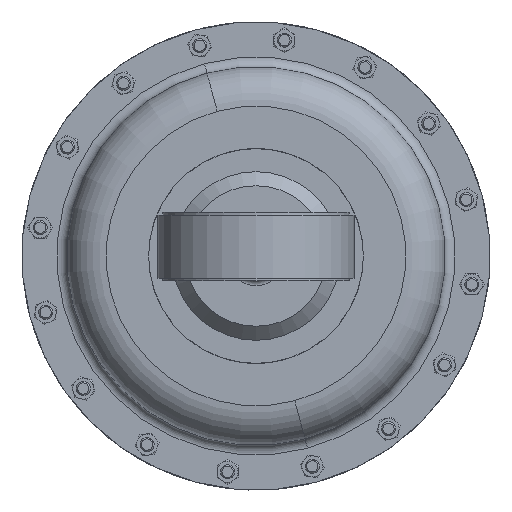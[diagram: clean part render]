
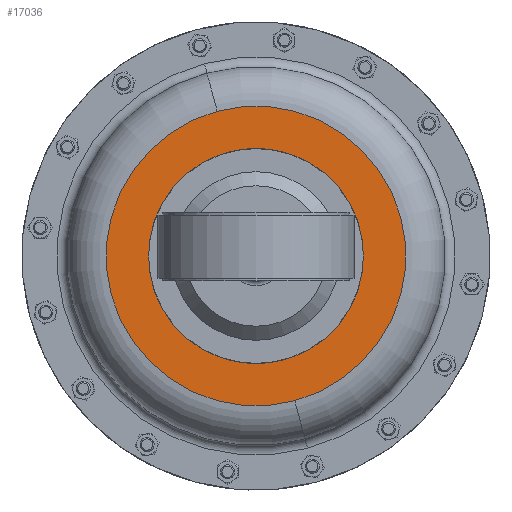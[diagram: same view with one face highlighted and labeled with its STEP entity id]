
A CAD part, front view. The second image highlights one B-rep face of the part: STEP entity #17036.
In plain terms, the highlighted planar face has unit normal (0, -1, 0).
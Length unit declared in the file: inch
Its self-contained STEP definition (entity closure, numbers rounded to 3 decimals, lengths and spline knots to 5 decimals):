
#2490 = VERTEX_POINT ( 'NONE', #17776 ) ;
#3408 = CARTESIAN_POINT ( 'NONE',  ( 0., 13.1845, 0.655 ) ) ;
#3546 = CARTESIAN_POINT ( 'NONE',  ( -1.67938, 13.1845, 2.33438 ) ) ;
#3554 = EDGE_CURVE ( 'NONE', #14741, #5948, #7443, .T. ) ;
#4236 = CARTESIAN_POINT ( 'NONE',  ( 0., 13.1845, 0.655 ) ) ;
#5658 = DIRECTION ( 'NONE',  ( 0.707, 0., -0.707 ) ) ;
#5948 = VERTEX_POINT ( 'NONE', #3546 ) ;
#6232 = CARTESIAN_POINT ( 'NONE',  ( 0., 13.1845, 0.655 ) ) ;
#6407 = CIRCLE ( 'NONE', #9861, 4. ) ;
#6447 = DIRECTION ( 'NONE',  ( -0.259, 0., 0.966 ) ) ;
#7079 = CARTESIAN_POINT ( 'NONE',  ( -1.03528, 13.1845, 4.5187 ) ) ;
#7443 = CIRCLE ( 'NONE', #18350, 2.375 ) ;
#8431 = DIRECTION ( 'NONE',  ( -0.259, 0., 0.966 ) ) ;
#8827 = FACE_OUTER_BOUND ( 'NONE', #26805, .T. ) ;
#9861 = AXIS2_PLACEMENT_3D ( 'NONE', #6232, #21724, #8431 ) ;
#11140 = CARTESIAN_POINT ( 'NONE',  ( 0., 13.1845, 0.655 ) ) ;
#11484 = DIRECTION ( 'NONE',  ( 0., 1., 0. ) ) ;
#11586 = DIRECTION ( 'NONE',  ( 0.707, 0., -0.707 ) ) ;
#12444 = ORIENTED_EDGE ( 'NONE', *, *, #15874, .F. ) ;
#13169 = DIRECTION ( 'NONE',  ( 0., -1., 0. ) ) ;
#14741 = VERTEX_POINT ( 'NONE', #17659 ) ;
#15862 = CIRCLE ( 'NONE', #24017, 2.375 ) ;
#15874 = EDGE_CURVE ( 'NONE', #2490, #24445, #6407, .T. ) ;
#16985 = AXIS2_PLACEMENT_3D ( 'NONE', #4236, #19658, #6447 ) ;
#17036 = ADVANCED_FACE ( 'NONE', ( #8827, #19207 ), #22044, .T. ) ;
#17116 = AXIS2_PLACEMENT_3D ( 'NONE', #24254, #13169, #28812 ) ;
#17659 = CARTESIAN_POINT ( 'NONE',  ( 1.67938, 13.1845, -1.02438 ) ) ;
#17748 = EDGE_LOOP ( 'NONE', ( #26323, #19345 ) ) ;
#17776 = CARTESIAN_POINT ( 'NONE',  ( 1.03528, 13.1845, -3.2087 ) ) ;
#18350 = AXIS2_PLACEMENT_3D ( 'NONE', #11140, #11484, #11586 ) ;
#18871 = DIRECTION ( 'NONE',  ( 0., 1., 0. ) ) ;
#19207 = FACE_BOUND ( 'NONE', #17748, .T. ) ;
#19345 = ORIENTED_EDGE ( 'NONE', *, *, #3554, .T. ) ;
#19658 = DIRECTION ( 'NONE',  ( 0., 1., 0. ) ) ;
#20645 = EDGE_CURVE ( 'NONE', #24445, #2490, #25436, .T. ) ;
#21724 = DIRECTION ( 'NONE',  ( 0., 1., 0. ) ) ;
#22044 = PLANE ( 'NONE',  #17116 ) ;
#24017 = AXIS2_PLACEMENT_3D ( 'NONE', #3408, #18871, #5658 ) ;
#24254 = CARTESIAN_POINT ( 'NONE',  ( 3.8637, 13.1845, 1.69028 ) ) ;
#24445 = VERTEX_POINT ( 'NONE', #7079 ) ;
#25436 = CIRCLE ( 'NONE', #16985, 4. ) ;
#25587 = ORIENTED_EDGE ( 'NONE', *, *, #20645, .F. ) ;
#26213 = EDGE_CURVE ( 'NONE', #5948, #14741, #15862, .T. ) ;
#26323 = ORIENTED_EDGE ( 'NONE', *, *, #26213, .T. ) ;
#26805 = EDGE_LOOP ( 'NONE', ( #25587, #12444 ) ) ;
#28812 = DIRECTION ( 'NONE',  ( 0.259, 0., -0.966 ) ) ;
